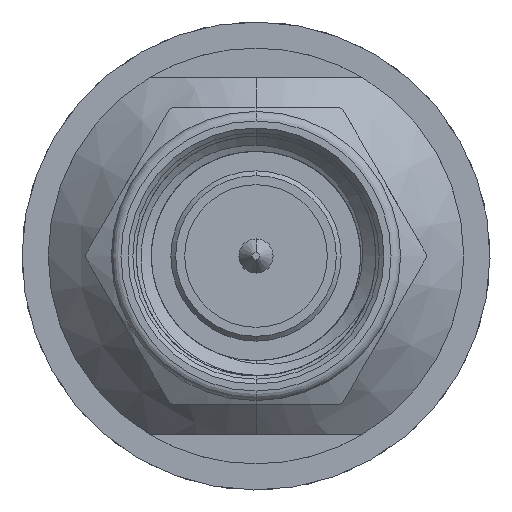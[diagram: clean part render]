
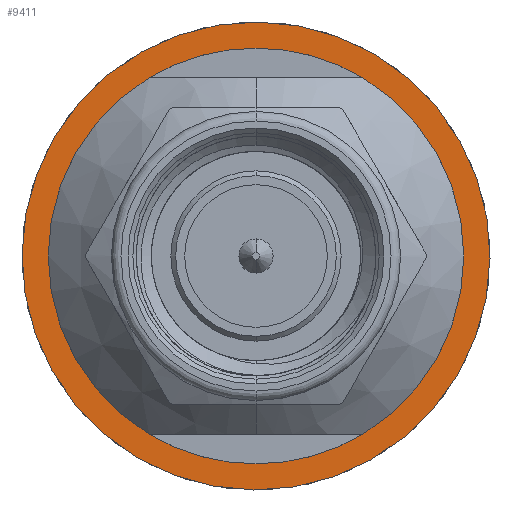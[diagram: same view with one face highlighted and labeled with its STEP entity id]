
A CAD part, left-side view. The second image highlights one B-rep face of the part: STEP entity #9411.
In plain terms, the highlighted planar face has unit normal (-1, 0, 0).
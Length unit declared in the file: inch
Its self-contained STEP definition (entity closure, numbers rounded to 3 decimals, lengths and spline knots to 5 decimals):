
#226 = ORIENTED_EDGE ( 'NONE', *, *, #9556, .F. ) ;
#2624 = VERTEX_POINT ( 'NONE', #13916 ) ;
#4186 = FACE_OUTER_BOUND ( 'NONE', #16100, .T. ) ;
#4650 = CARTESIAN_POINT ( 'NONE',  ( -3.26161, 0., 0. ) ) ;
#5910 = CARTESIAN_POINT ( 'NONE',  ( -3.26161, 0., 0. ) ) ;
#6160 = DIRECTION ( 'NONE',  ( 0., 0., -1. ) ) ;
#8155 = EDGE_CURVE ( 'NONE', #2624, #8759, #12591, .T. ) ;
#8510 = DIRECTION ( 'NONE',  ( 1., 0., 0. ) ) ;
#8759 = VERTEX_POINT ( 'NONE', #13016 ) ;
#9411 = ADVANCED_FACE ( 'NONE', ( #4186 ), #9721, .F. ) ;
#9472 = DIRECTION ( 'NONE',  ( 0., 0., -1. ) ) ;
#9556 = EDGE_CURVE ( 'NONE', #8759, #2624, #16533, .T. ) ;
#9721 = PLANE ( 'NONE',  #12097 ) ;
#10343 = DIRECTION ( 'NONE',  ( 0., 0., -1. ) ) ;
#10667 = ORIENTED_EDGE ( 'NONE', *, *, #8155, .F. ) ;
#11641 = DIRECTION ( 'NONE',  ( 1., 0., 0. ) ) ;
#12055 = DIRECTION ( 'NONE',  ( 1., 0., 0. ) ) ;
#12097 = AXIS2_PLACEMENT_3D ( 'NONE', #13356, #12055, #9472 ) ;
#12120 = AXIS2_PLACEMENT_3D ( 'NONE', #5910, #8510, #6160 ) ;
#12591 = CIRCLE ( 'NONE', #16197, 0.24603 ) ;
#13016 = CARTESIAN_POINT ( 'NONE',  ( -3.26161, 0., 0.24603 ) ) ;
#13356 = CARTESIAN_POINT ( 'NONE',  ( -3.26161, 0., 0. ) ) ;
#13916 = CARTESIAN_POINT ( 'NONE',  ( -3.26161, 0., -0.24603 ) ) ;
#16100 = EDGE_LOOP ( 'NONE', ( #10667, #226 ) ) ;
#16197 = AXIS2_PLACEMENT_3D ( 'NONE', #4650, #11641, #10343 ) ;
#16533 = CIRCLE ( 'NONE', #12120, 0.24603 ) ;
